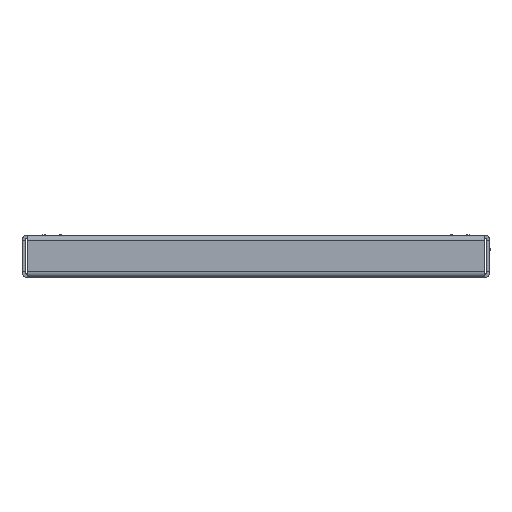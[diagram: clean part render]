
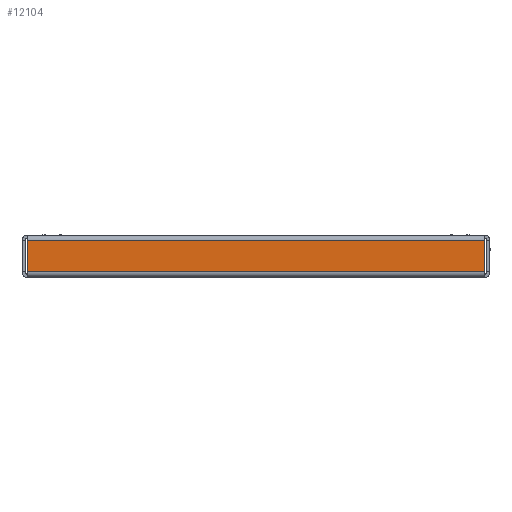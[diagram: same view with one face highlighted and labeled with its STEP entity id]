
A CAD part, front view. The second image highlights one B-rep face of the part: STEP entity #12104.
In plain terms, the highlighted planar face has unit normal (0, -1, 0).
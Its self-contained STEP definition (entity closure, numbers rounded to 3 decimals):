
#1546 = EDGE_CURVE ( 'NONE', #2090, #4591, #11678, .T. ) ;
#1873 = ORIENTED_EDGE ( 'NONE', *, *, #9123, .F. ) ;
#1926 = DIRECTION ( 'NONE',  ( 0., 0., 1. ) ) ;
#2090 = VERTEX_POINT ( 'NONE', #49509 ) ;
#2193 = EDGE_CURVE ( 'NONE', #27275, #22925, #29877, .T. ) ;
#2764 = LINE ( 'NONE', #34891, #52550 ) ;
#4591 = VERTEX_POINT ( 'NONE', #35984 ) ;
#5642 = DIRECTION ( 'NONE',  ( 1., 0., 0. ) ) ;
#5908 = PLANE ( 'NONE',  #6434 ) ;
#6434 = AXIS2_PLACEMENT_3D ( 'NONE', #22106, #39094, #1926 ) ;
#8117 = VECTOR ( 'NONE', #5642, 1000. ) ;
#8357 = ORIENTED_EDGE ( 'NONE', *, *, #30674, .T. ) ;
#8594 = VECTOR ( 'NONE', #40587, 1000. ) ;
#9123 = EDGE_CURVE ( 'NONE', #2090, #22925, #2764, .T. ) ;
#11678 = LINE ( 'NONE', #24117, #8594 ) ;
#12104 = ADVANCED_FACE ( 'NONE', ( #47040 ), #5908, .F. ) ;
#18473 = CARTESIAN_POINT ( 'NONE',  ( 146.5, -3.5, 0. ) ) ;
#20417 = ORIENTED_EDGE ( 'NONE', *, *, #2193, .T. ) ;
#22106 = CARTESIAN_POINT ( 'NONE',  ( 0., -3.5, 0. ) ) ;
#22925 = VERTEX_POINT ( 'NONE', #49968 ) ;
#24117 = CARTESIAN_POINT ( 'NONE',  ( -146.5, -3.5, 0. ) ) ;
#26172 = DIRECTION ( 'NONE',  ( 0., 0., 1. ) ) ;
#27275 = VERTEX_POINT ( 'NONE', #49515 ) ;
#29877 = LINE ( 'NONE', #18473, #39985 ) ;
#30392 = DIRECTION ( 'NONE',  ( 1., 0., 0. ) ) ;
#30674 = EDGE_CURVE ( 'NONE', #4591, #27275, #49982, .T. ) ;
#32072 = ORIENTED_EDGE ( 'NONE', *, *, #1546, .T. ) ;
#34891 = CARTESIAN_POINT ( 'NONE',  ( 146.5, -3.5, -3.5 ) ) ;
#35984 = CARTESIAN_POINT ( 'NONE',  ( -146.5, -3.5, -23.5 ) ) ;
#39094 = DIRECTION ( 'NONE',  ( 0., 1., 0. ) ) ;
#39985 = VECTOR ( 'NONE', #26172, 1000. ) ;
#40587 = DIRECTION ( 'NONE',  ( 0., 0., -1. ) ) ;
#42019 = CARTESIAN_POINT ( 'NONE',  ( -146.5, -3.5, -23.5 ) ) ;
#47040 = FACE_OUTER_BOUND ( 'NONE', #47686, .T. ) ;
#47686 = EDGE_LOOP ( 'NONE', ( #8357, #20417, #1873, #32072 ) ) ;
#49509 = CARTESIAN_POINT ( 'NONE',  ( -146.5, -3.5, -3.5 ) ) ;
#49515 = CARTESIAN_POINT ( 'NONE',  ( 146.5, -3.5, -23.5 ) ) ;
#49968 = CARTESIAN_POINT ( 'NONE',  ( 146.5, -3.5, -3.5 ) ) ;
#49982 = LINE ( 'NONE', #42019, #8117 ) ;
#52550 = VECTOR ( 'NONE', #30392, 1000. ) ;
